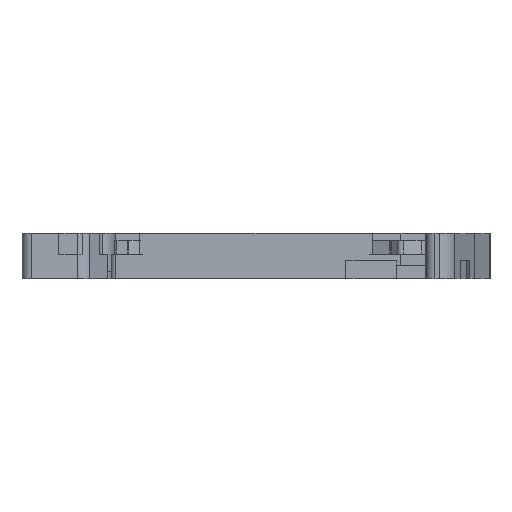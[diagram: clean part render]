
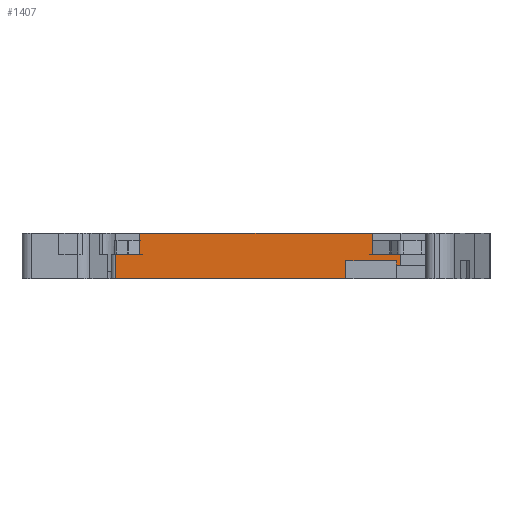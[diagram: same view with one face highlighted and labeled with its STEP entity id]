
A CAD part, front view. The second image highlights one B-rep face of the part: STEP entity #1407.
In plain terms, the highlighted planar face has unit normal (0, -1, 0).
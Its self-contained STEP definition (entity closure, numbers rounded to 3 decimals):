
#251 = VERTEX_POINT ( 'NONE', #7165 ) ;
#252 = VECTOR ( 'NONE', #8637, 1000. ) ;
#306 = DIRECTION ( 'NONE',  ( 0., 0., -1. ) ) ;
#309 = ORIENTED_EDGE ( 'NONE', *, *, #9580, .T. ) ;
#346 = CARTESIAN_POINT ( 'NONE',  ( 24.555, -12.799, -5. ) ) ;
#368 = CARTESIAN_POINT ( 'NONE',  ( 30.402, -12.799, -5. ) ) ;
#376 = CARTESIAN_POINT ( 'NONE',  ( 27.702, -12.799, 60.359 ) ) ;
#401 = DIRECTION ( 'NONE',  ( 0., 0., 1. ) ) ;
#434 = CARTESIAN_POINT ( 'NONE',  ( 30.402, -12.799, -2.3 ) ) ;
#477 = CARTESIAN_POINT ( 'NONE',  ( 21.702, -12.799, -5. ) ) ;
#493 = DIRECTION ( 'NONE',  ( 0., -1., 0. ) ) ;
#610 = DIRECTION ( 'NONE',  ( 0., 0., 1. ) ) ;
#655 = VERTEX_POINT ( 'NONE', #4638 ) ;
#723 = CARTESIAN_POINT ( 'NONE',  ( 27.202, -12.799, -5. ) ) ;
#793 = AXIS2_PLACEMENT_3D ( 'NONE', #368, #493, #1468 ) ;
#878 = VECTOR ( 'NONE', #8772, 1000. ) ;
#883 = VERTEX_POINT ( 'NONE', #477 ) ;
#976 = CARTESIAN_POINT ( 'NONE',  ( -1.015, -12.799, -2.3 ) ) ;
#1179 = VECTOR ( 'NONE', #2161, 1000. ) ;
#1240 = EDGE_CURVE ( 'NONE', #5992, #251, #4966, .T. ) ;
#1251 = LINE ( 'NONE', #5267, #2903 ) ;
#1364 = LINE ( 'NONE', #2464, #1179 ) ;
#1407 = ADVANCED_FACE ( 'NONE', ( #9026 ), #6367, .T. ) ;
#1412 = LINE ( 'NONE', #346, #11075 ) ;
#1420 = VERTEX_POINT ( 'NONE', #8751 ) ;
#1468 = DIRECTION ( 'NONE',  ( 1., 0., 0. ) ) ;
#1575 = VERTEX_POINT ( 'NONE', #1805 ) ;
#1600 = LINE ( 'NONE', #3657, #252 ) ;
#1720 = VECTOR ( 'NONE', #5071, 1000. ) ;
#1805 = CARTESIAN_POINT ( 'NONE',  ( 24.819, -12.799, -2.3 ) ) ;
#2017 = EDGE_CURVE ( 'NONE', #1575, #2349, #10751, .T. ) ;
#2109 = LINE ( 'NONE', #9513, #9054 ) ;
#2161 = DIRECTION ( 'NONE',  ( 1., 0., 0. ) ) ;
#2251 = LINE ( 'NONE', #4292, #4600 ) ;
#2349 = VERTEX_POINT ( 'NONE', #2601 ) ;
#2464 = CARTESIAN_POINT ( 'NONE',  ( 30.402, -12.799, 0. ) ) ;
#2510 = EDGE_CURVE ( 'NONE', #2941, #2349, #1412, .T. ) ;
#2546 = CARTESIAN_POINT ( 'NONE',  ( 27.202, -12.799, -3.5 ) ) ;
#2601 = CARTESIAN_POINT ( 'NONE',  ( 24.555, -12.799, -2.3 ) ) ;
#2819 = DIRECTION ( 'NONE',  ( 0., 0., 1. ) ) ;
#2903 = VECTOR ( 'NONE', #5743, 1000. ) ;
#2907 = EDGE_CURVE ( 'NONE', #655, #10866, #2251, .T. ) ;
#2941 = VERTEX_POINT ( 'NONE', #4541 ) ;
#2979 = EDGE_CURVE ( 'NONE', #10866, #883, #1251, .T. ) ;
#3004 = VERTEX_POINT ( 'NONE', #5668 ) ;
#3212 = LINE ( 'NONE', #4832, #9650 ) ;
#3242 = VERTEX_POINT ( 'NONE', #10849 ) ;
#3341 = ORIENTED_EDGE ( 'NONE', *, *, #11013, .F. ) ;
#3347 = ORIENTED_EDGE ( 'NONE', *, *, #1240, .F. ) ;
#3354 = ORIENTED_EDGE ( 'NONE', *, *, #10462, .T. ) ;
#3358 = EDGE_CURVE ( 'NONE', #251, #2941, #1364, .T. ) ;
#3389 = ORIENTED_EDGE ( 'NONE', *, *, #6184, .T. ) ;
#3463 = VECTOR ( 'NONE', #10159, 1000. ) ;
#3519 = LINE ( 'NONE', #11246, #3463 ) ;
#3576 = VERTEX_POINT ( 'NONE', #976 ) ;
#3657 = CARTESIAN_POINT ( 'NONE',  ( 30.402, -12.799, -5. ) ) ;
#3868 = CARTESIAN_POINT ( 'NONE',  ( -0.751, -12.799, -2.3 ) ) ;
#4285 = ORIENTED_EDGE ( 'NONE', *, *, #4426, .F. ) ;
#4292 = CARTESIAN_POINT ( 'NONE',  ( 30.402, -12.799, -3. ) ) ;
#4313 = VECTOR ( 'NONE', #11012, 1000. ) ;
#4426 = EDGE_CURVE ( 'NONE', #1575, #6241, #9033, .T. ) ;
#4457 = VECTOR ( 'NONE', #9450, 1000. ) ;
#4541 = CARTESIAN_POINT ( 'NONE',  ( 24.555, -12.799, 0. ) ) ;
#4562 = CARTESIAN_POINT ( 'NONE',  ( 30.402, -12.799, -2.3 ) ) ;
#4577 = DIRECTION ( 'NONE',  ( -1., 0., 0. ) ) ;
#4600 = VECTOR ( 'NONE', #4577, 1000. ) ;
#4638 = CARTESIAN_POINT ( 'NONE',  ( 27.202, -12.799, -3. ) ) ;
#4785 = DIRECTION ( 'NONE',  ( -1., 0., 0. ) ) ;
#4832 = CARTESIAN_POINT ( 'NONE',  ( 29.402, -12.799, -3.5 ) ) ;
#4866 = CARTESIAN_POINT ( 'NONE',  ( -3.385, -12.799, -2.3 ) ) ;
#4886 = ORIENTED_EDGE ( 'NONE', *, *, #2017, .T. ) ;
#4966 = LINE ( 'NONE', #7414, #5215 ) ;
#5050 = CARTESIAN_POINT ( 'NONE',  ( -3.385, -12.799, -5. ) ) ;
#5071 = DIRECTION ( 'NONE',  ( 0., 0., 1. ) ) ;
#5174 = VECTOR ( 'NONE', #401, 1000. ) ;
#5215 = VECTOR ( 'NONE', #2819, 1000. ) ;
#5267 = CARTESIAN_POINT ( 'NONE',  ( 21.702, -12.799, 4.072 ) ) ;
#5289 = ORIENTED_EDGE ( 'NONE', *, *, #5340, .F. ) ;
#5337 = LINE ( 'NONE', #376, #5174 ) ;
#5338 = EDGE_CURVE ( 'NONE', #3004, #7225, #9673, .T. ) ;
#5340 = EDGE_CURVE ( 'NONE', #1420, #10162, #3212, .T. ) ;
#5441 = LINE ( 'NONE', #434, #4457 ) ;
#5494 = CARTESIAN_POINT ( 'NONE',  ( 27.353, -12.799, -2.3 ) ) ;
#5668 = CARTESIAN_POINT ( 'NONE',  ( -3.385, -12.799, -5. ) ) ;
#5743 = DIRECTION ( 'NONE',  ( 0., 0., -1. ) ) ;
#5870 = EDGE_LOOP ( 'NONE', ( #5289, #10818, #3389, #4285, #4886, #7093, #6647, #3347, #3354, #309, #10079, #7358, #10453, #7728, #3341 ) ) ;
#5992 = VERTEX_POINT ( 'NONE', #3868 ) ;
#6184 = EDGE_CURVE ( 'NONE', #3242, #6241, #5441, .T. ) ;
#6241 = VERTEX_POINT ( 'NONE', #5494 ) ;
#6251 = EDGE_CURVE ( 'NONE', #3004, #883, #1600, .T. ) ;
#6367 = PLANE ( 'NONE',  #793 ) ;
#6647 = ORIENTED_EDGE ( 'NONE', *, *, #3358, .F. ) ;
#7093 = ORIENTED_EDGE ( 'NONE', *, *, #2510, .F. ) ;
#7165 = CARTESIAN_POINT ( 'NONE',  ( -0.751, -12.799, 0. ) ) ;
#7225 = VERTEX_POINT ( 'NONE', #4866 ) ;
#7358 = ORIENTED_EDGE ( 'NONE', *, *, #6251, .T. ) ;
#7414 = CARTESIAN_POINT ( 'NONE',  ( -0.751, -12.799, -5. ) ) ;
#7728 = ORIENTED_EDGE ( 'NONE', *, *, #2907, .F. ) ;
#8637 = DIRECTION ( 'NONE',  ( 1., 0., 0. ) ) ;
#8751 = CARTESIAN_POINT ( 'NONE',  ( 27.702, -12.799, -3.5 ) ) ;
#8772 = DIRECTION ( 'NONE',  ( -1., 0., 0. ) ) ;
#9026 = FACE_OUTER_BOUND ( 'NONE', #5870, .T. ) ;
#9033 = LINE ( 'NONE', #4562, #4313 ) ;
#9054 = VECTOR ( 'NONE', #9401, 1000. ) ;
#9401 = DIRECTION ( 'NONE',  ( -1., 0., 0. ) ) ;
#9450 = DIRECTION ( 'NONE',  ( -1., 0., 0. ) ) ;
#9513 = CARTESIAN_POINT ( 'NONE',  ( 30.402, -12.799, -2.3 ) ) ;
#9580 = EDGE_CURVE ( 'NONE', #3576, #7225, #2109, .T. ) ;
#9650 = VECTOR ( 'NONE', #4785, 1000. ) ;
#9673 = LINE ( 'NONE', #5050, #1720 ) ;
#10079 = ORIENTED_EDGE ( 'NONE', *, *, #5338, .F. ) ;
#10159 = DIRECTION ( 'NONE',  ( -1., 0., 0. ) ) ;
#10162 = VERTEX_POINT ( 'NONE', #2546 ) ;
#10300 = CARTESIAN_POINT ( 'NONE',  ( 30.402, -12.799, -2.3 ) ) ;
#10395 = EDGE_CURVE ( 'NONE', #1420, #3242, #5337, .T. ) ;
#10453 = ORIENTED_EDGE ( 'NONE', *, *, #2979, .F. ) ;
#10462 = EDGE_CURVE ( 'NONE', #5992, #3576, #3519, .T. ) ;
#10681 = VECTOR ( 'NONE', #610, 1000. ) ;
#10751 = LINE ( 'NONE', #10300, #878 ) ;
#10818 = ORIENTED_EDGE ( 'NONE', *, *, #10395, .T. ) ;
#10849 = CARTESIAN_POINT ( 'NONE',  ( 27.702, -12.799, -2.3 ) ) ;
#10866 = VERTEX_POINT ( 'NONE', #11001 ) ;
#11001 = CARTESIAN_POINT ( 'NONE',  ( 21.702, -12.799, -3. ) ) ;
#11012 = DIRECTION ( 'NONE',  ( 1., 0., 0. ) ) ;
#11013 = EDGE_CURVE ( 'NONE', #10162, #655, #11059, .T. ) ;
#11059 = LINE ( 'NONE', #723, #10681 ) ;
#11075 = VECTOR ( 'NONE', #306, 1000. ) ;
#11246 = CARTESIAN_POINT ( 'NONE',  ( 30.402, -12.799, -2.3 ) ) ;
